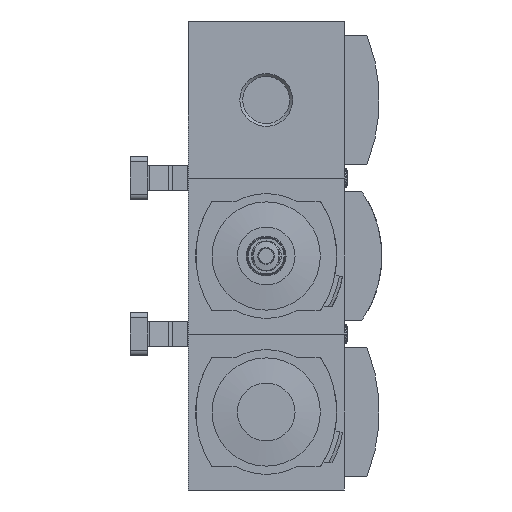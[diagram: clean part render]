
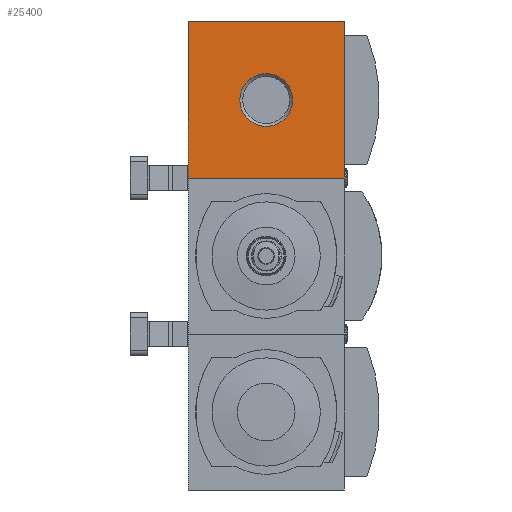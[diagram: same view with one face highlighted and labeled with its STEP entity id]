
A CAD part, front view. The second image highlights one B-rep face of the part: STEP entity #25400.
In plain terms, the highlighted planar face has unit normal (0, -1, 0).
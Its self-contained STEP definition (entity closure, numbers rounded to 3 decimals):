
#295=PLANE('',#26564);
#1176=LINE('',#34411,#3115);
#1184=LINE('',#34426,#3123);
#1200=LINE('',#34456,#3139);
#1240=LINE('',#34547,#3179);
#3115=VECTOR('',#28653,1000.);
#3123=VECTOR('',#28663,1000.);
#3139=VECTOR('',#28681,1000.);
#3179=VECTOR('',#28759,1000.);
#4858=CIRCLE('',#26565,10.478);
#6035=ORIENTED_EDGE('',*,*,#11423,.F.);
#6036=ORIENTED_EDGE('',*,*,#11339,.F.);
#6037=ORIENTED_EDGE('',*,*,#11331,.F.);
#6038=ORIENTED_EDGE('',*,*,#11355,.F.);
#6039=ORIENTED_EDGE('',*,*,#11404,.F.);
#11331=EDGE_CURVE('',#14051,#14052,#1176,.T.);
#11339=EDGE_CURVE('',#14052,#14058,#1184,.T.);
#11355=EDGE_CURVE('',#14070,#14051,#1200,.T.);
#11404=EDGE_CURVE('',#14058,#14070,#1240,.T.);
#11423=EDGE_CURVE('',#14112,#14112,#4858,.T.);
#14051=VERTEX_POINT('',#34410);
#14052=VERTEX_POINT('',#34412);
#14058=VERTEX_POINT('',#34427);
#14070=VERTEX_POINT('',#34455);
#14112=VERTEX_POINT('',#34586);
#15932=EDGE_LOOP('',(#6035));
#15933=EDGE_LOOP('',(#6036,#6037,#6038,#6039));
#17159=FACE_BOUND('',#15932,.T.);
#17160=FACE_BOUND('',#15933,.T.);
#25400=ADVANCED_FACE('',(#17159,#17160),#295,.F.);
#26564=AXIS2_PLACEMENT_3D('',#34584,#28801,#28802);
#26565=AXIS2_PLACEMENT_3D('',#34585,#28803,#28804);
#28653=DIRECTION('',(-1.,0.,0.));
#28663=DIRECTION('',(0.,0.,1.));
#28681=DIRECTION('',(0.,0.,-1.));
#28759=DIRECTION('',(1.,0.,0.));
#28801=DIRECTION('',(0.,1.,0.));
#28802=DIRECTION('',(0.,0.,1.));
#28803=DIRECTION('',(0.,-1.,0.));
#28804=DIRECTION('',(0.,0.,-1.));
#34410=CARTESIAN_POINT('',(31.,-45.,-31.));
#34411=CARTESIAN_POINT('',(31.,-45.,-31.));
#34412=CARTESIAN_POINT('',(-31.,-45.,-31.));
#34426=CARTESIAN_POINT('',(-31.,-45.,-31.));
#34427=CARTESIAN_POINT('',(-31.,-45.,31.));
#34455=CARTESIAN_POINT('',(31.,-45.,31.));
#34456=CARTESIAN_POINT('',(31.,-45.,31.));
#34547=CARTESIAN_POINT('',(-31.,-45.,31.));
#34584=CARTESIAN_POINT('',(0.,-45.,0.));
#34585=CARTESIAN_POINT('',(0.,-45.,0.));
#34586=CARTESIAN_POINT('',(0.,-45.,-10.478));
